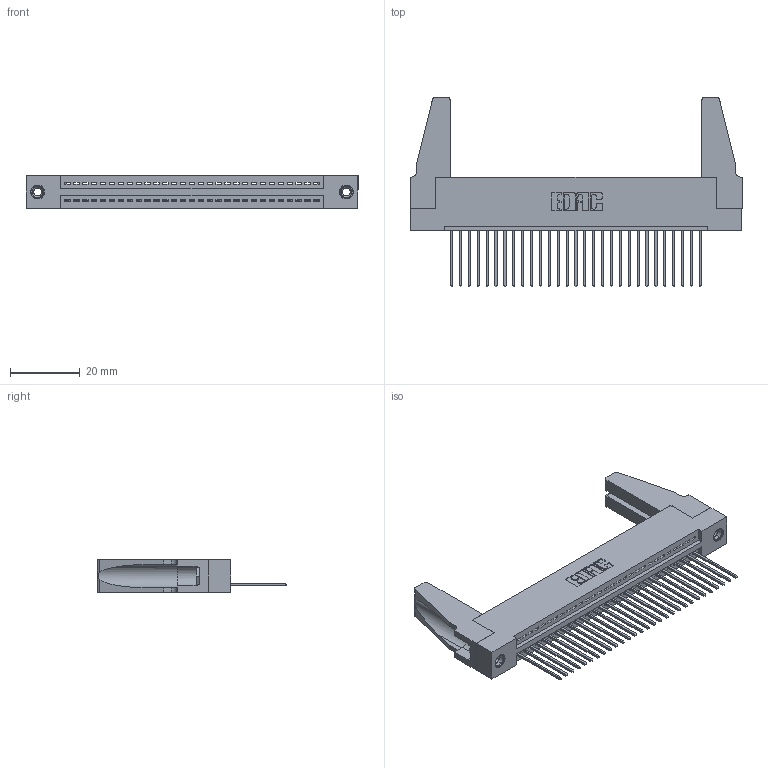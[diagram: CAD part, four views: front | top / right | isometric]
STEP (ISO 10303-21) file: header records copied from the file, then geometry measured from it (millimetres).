
FILE_DESCRIPTION (( 'STEP AP203' ), '1' );
FILE_NAME ('345-029-542-188.STEP', '2019-10-07T08:05:28', ( '' ), ( '' ), 'SwSTEP 2.0', 'SolidWorks 2016', '' );
FILE_SCHEMA (( 'CONFIG_CONTROL_DESIGN' ));
Length unit declared in the file: inch
Products named in the file (5): 345-029-542-188; 345-250-001_345-250-001-102; 345-220-078_345-220-088; 345-292-001_345-293-142; 345 Part_Flush Mounting Lugs - 0.156 Dia-TH
Assembly tree (34 placements, depth 2):
  345-029-542-188
    345 Part_Flush Mounting Lugs - 0.156 Dia-TH
    345-292-001_345-293-142  x29
    345-250-001_345-250-001-102  x2
    345-220-078_345-220-088  x2
Bounding box: 94.89 x 54.15 x 9.4 mm (x, y, z)
Volume: 12223.7 mm3; surface area: 15282.5 mm2
Topology: 34 solids, 34 shells, 1932 faces, 5759 edges, 3790 vertices
Faces by surface type: plane 1312, cylinder 604, cone 12, torus 4
Entity records: 25742 total; most frequent: CARTESIAN_POINT 4449, ORIENTED_EDGE 4372, DIRECTION 3912, EDGE_CURVE 2186, LINE 1896, VECTOR 1896, VERTEX_POINT 1450, AXIS2_PLACEMENT_3D 1008
